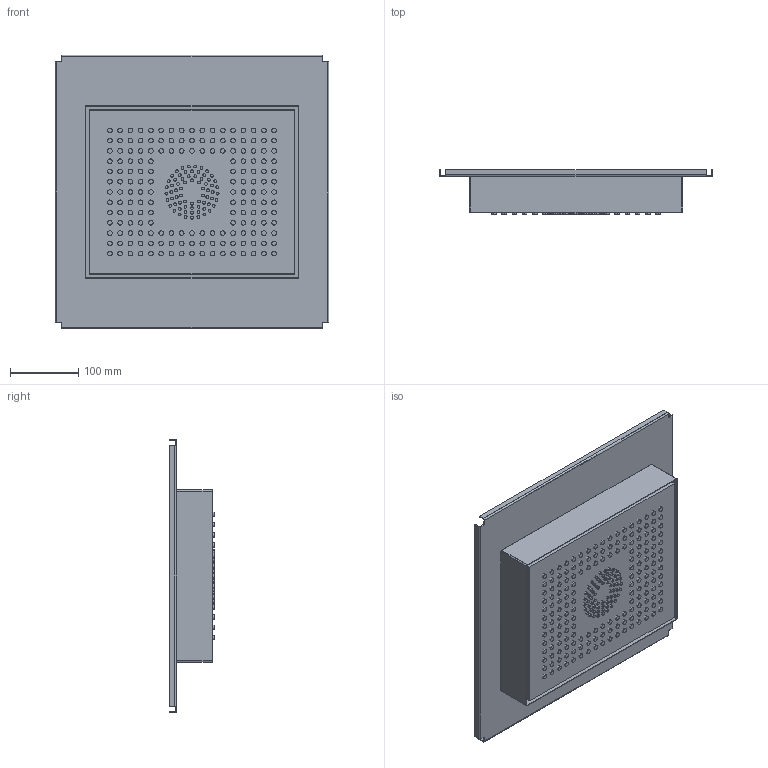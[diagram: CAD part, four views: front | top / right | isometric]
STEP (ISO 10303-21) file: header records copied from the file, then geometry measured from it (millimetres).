
FILE_DESCRIPTION (( 'STEP AP214' ), '1' );
FILE_NAME ('28043980.STEP', '2022-08-11T05:56:10', ( '' ), ( '' ), 'SwSTEP 2.0', 'SolidWorks 2020', '' );
FILE_SCHEMA (( 'AUTOMOTIVE_DESIGN' ));
Length unit declared in the file: millimetre
Products named in the file (5): Planungsmodell_Reflexionskasten 310x250-+-04.17.20.249.00.90-1; Planungsmodell_Gehaeuse-+-09.12.05.070-1_K1_307,5 x 240 x 15,5 ohne Bohrung; Planungsmodell_Einsatz-+-09.12.01.097.90-1; 28043980; Planungsmodell_Rohr_gerade-+-28.568.780-10_ _K469_116,24x36,6
Assembly tree (4 placements, depth 2):
  28043980
    Planungsmodell_Gehaeuse-+-09.12.05.070-1_K1_307,5 x 240 x 15,5 ohne Bohrung
    Planungsmodell_Einsatz-+-09.12.01.097.90-1
    Planungsmodell_Rohr_gerade-+-28.568.780-10_ _K469_116,24x36,6
    Planungsmodell_Reflexionskasten 310x250-+-04.17.20.249.00.90-1
Bounding box: 400 x 65.1 x 400 mm (x, y, z)
Volume: 1973456.5 mm3; surface area: 786959.5 mm2
Topology: 4 solids, 4 shells, 798 faces, 1638 edges, 1092 vertices
Faces by surface type: cylinder 510, plane 288
Entity records: 21771 total; most frequent: DIRECTION 4268, CARTESIAN_POINT 3535, ORIENTED_EDGE 3276, AXIS2_PLACEMENT_3D 1825, EDGE_CURVE 1638, VERTEX_POINT 1092, EDGE_LOOP 1042, CIRCLE 1020
